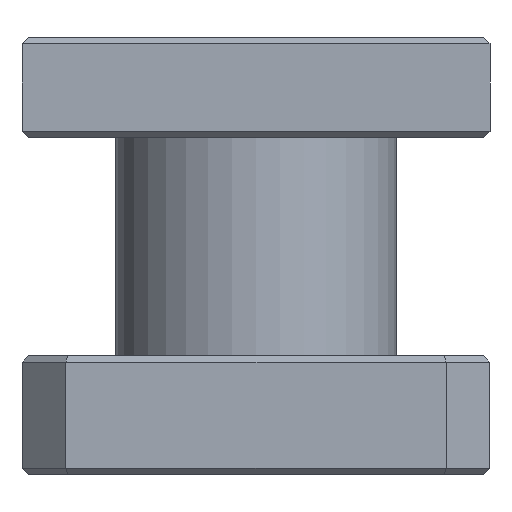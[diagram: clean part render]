
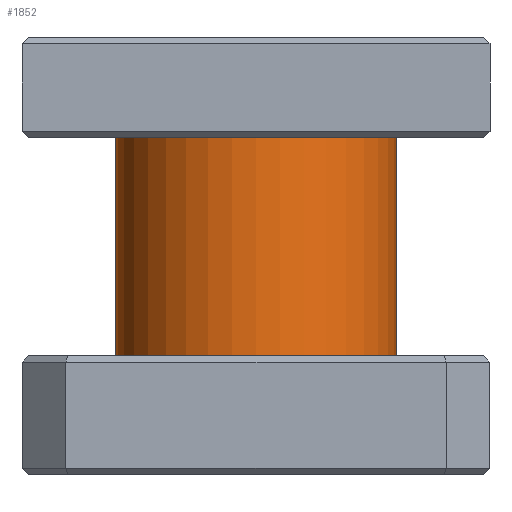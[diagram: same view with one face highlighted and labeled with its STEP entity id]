
A CAD part, front view. The second image highlights one B-rep face of the part: STEP entity #1852.
In plain terms, the highlighted cylindrical face has radius 5.715 mm (diameter 11.43 mm), a partial arc.
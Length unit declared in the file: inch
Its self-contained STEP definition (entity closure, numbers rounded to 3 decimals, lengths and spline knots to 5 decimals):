
#38 = CYLINDRICAL_SURFACE ( 'NONE', #1476, 0.225 ) ;
#277 = CARTESIAN_POINT ( 'NONE',  ( 0., 0., -0.16 ) ) ;
#403 = ORIENTED_EDGE ( 'NONE', *, *, #909, .F. ) ;
#482 = DIRECTION ( 'NONE',  ( 1., 0., 0. ) ) ;
#572 = EDGE_LOOP ( 'NONE', ( #403, #1856, #1394, #1927 ) ) ;
#576 = DIRECTION ( 'NONE',  ( -1., 0., 0. ) ) ;
#766 = CARTESIAN_POINT ( 'NONE',  ( 0.225, 0., -0.16 ) ) ;
#909 = EDGE_CURVE ( 'NONE', #1646, #1619, #1765, .T. ) ;
#930 = CARTESIAN_POINT ( 'NONE',  ( -0.225, 0., -0.16 ) ) ;
#961 = AXIS2_PLACEMENT_3D ( 'NONE', #1582, #2552, #576 ) ;
#1035 = VERTEX_POINT ( 'NONE', #766 ) ;
#1045 = EDGE_CURVE ( 'NONE', #2507, #1646, #1950, .T. ) ;
#1137 = CARTESIAN_POINT ( 'NONE',  ( 0.225, 0., -0.51 ) ) ;
#1290 = FACE_OUTER_BOUND ( 'NONE', #572, .T. ) ;
#1293 = VECTOR ( 'NONE', #1909, 39.37008 ) ;
#1350 = CARTESIAN_POINT ( 'NONE',  ( -0.225, 0., -0.51 ) ) ;
#1394 = ORIENTED_EDGE ( 'NONE', *, *, #2058, .T. ) ;
#1476 = AXIS2_PLACEMENT_3D ( 'NONE', #2074, #2086, #2049 ) ;
#1582 = CARTESIAN_POINT ( 'NONE',  ( 0., 0., -0.51 ) ) ;
#1619 = VERTEX_POINT ( 'NONE', #930 ) ;
#1646 = VERTEX_POINT ( 'NONE', #1744 ) ;
#1664 = CIRCLE ( 'NONE', #1741, 0.225 ) ;
#1671 = DIRECTION ( 'NONE',  ( 0., 0., -1. ) ) ;
#1695 = LINE ( 'NONE', #2096, #1791 ) ;
#1741 = AXIS2_PLACEMENT_3D ( 'NONE', #277, #1671, #482 ) ;
#1744 = CARTESIAN_POINT ( 'NONE',  ( -0.225, 0., -0.51 ) ) ;
#1765 = LINE ( 'NONE', #1350, #1293 ) ;
#1791 = VECTOR ( 'NONE', #2490, 39.37008 ) ;
#1852 = ADVANCED_FACE ( 'NONE', ( #1290 ), #38, .T. ) ;
#1856 = ORIENTED_EDGE ( 'NONE', *, *, #1045, .F. ) ;
#1909 = DIRECTION ( 'NONE',  ( 0., 0., 1. ) ) ;
#1927 = ORIENTED_EDGE ( 'NONE', *, *, #1953, .T. ) ;
#1950 = CIRCLE ( 'NONE', #961, 0.225 ) ;
#1953 = EDGE_CURVE ( 'NONE', #1035, #1619, #1664, .T. ) ;
#2049 = DIRECTION ( 'NONE',  ( 1., 0., 0. ) ) ;
#2058 = EDGE_CURVE ( 'NONE', #2507, #1035, #1695, .T. ) ;
#2074 = CARTESIAN_POINT ( 'NONE',  ( 0., 0., -0.51 ) ) ;
#2086 = DIRECTION ( 'NONE',  ( 0., 0., 1. ) ) ;
#2096 = CARTESIAN_POINT ( 'NONE',  ( 0.225, 0., -0.51 ) ) ;
#2490 = DIRECTION ( 'NONE',  ( 0., 0., 1. ) ) ;
#2507 = VERTEX_POINT ( 'NONE', #1137 ) ;
#2552 = DIRECTION ( 'NONE',  ( 0., 0., -1. ) ) ;
